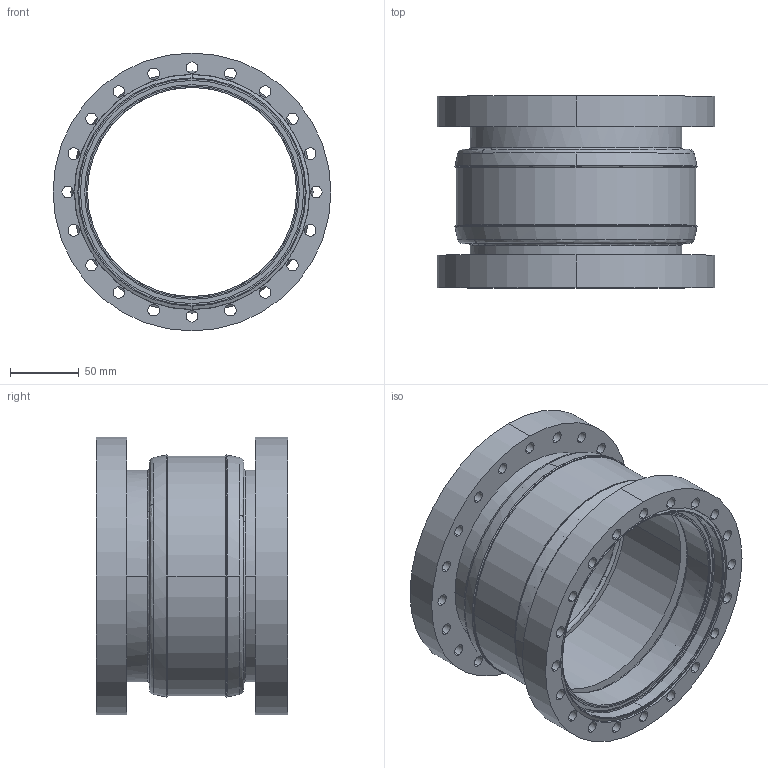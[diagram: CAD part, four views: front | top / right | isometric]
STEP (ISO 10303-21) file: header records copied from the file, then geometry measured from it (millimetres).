
FILE_DESCRIPTION (( 'STEP AP203' ), '1' );
FILE_NAME ('A0805-3-CF.STEP', '2013-11-06T12:27:53', ( '' ), ( '' ), 'SwSTEP 2.0', 'SolidWorks 2012', '' );
FILE_SCHEMA (( 'CONFIG_CONTROL_DESIGN' ));
Length unit declared in the file: inch
Products named in the file (1): A0805-3-CF
Bounding box: 202.44 x 139.69 x 202.44 mm (x, y, z)
Volume: 864850.9 mm3; surface area: 295801.1 mm2
Topology: 4 solids, 4 shells, 191 faces, 480 edges, 312 vertices
Faces by surface type: cylinder 124, cone 28, plane 23, bspline 16
Entity records: 7843 total; most frequent: CARTESIAN_POINT 2808, DIRECTION 1128, ORIENTED_EDGE 960, AXIS2_PLACEMENT_3D 488, EDGE_CURVE 480, CIRCLE 312, VERTEX_POINT 312, EDGE_LOOP 294
